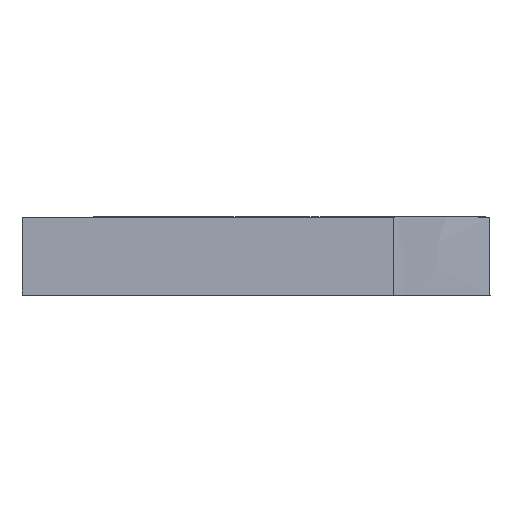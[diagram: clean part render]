
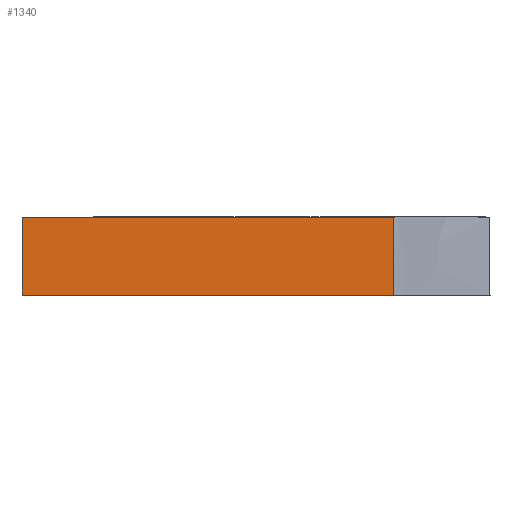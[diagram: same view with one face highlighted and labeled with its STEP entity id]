
A CAD part, left-side view. The second image highlights one B-rep face of the part: STEP entity #1340.
In plain terms, the highlighted planar face has unit normal (1, 0, 0).
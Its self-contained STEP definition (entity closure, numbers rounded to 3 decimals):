
#1042 = CARTESIAN_POINT('', (0.,60.,10.));
#1043 = VERTEX_POINT('', #1042);
#1051 = CARTESIAN_POINT('', (0.,12.355,10.));
#1052 = VERTEX_POINT('', #1051);
#1053 = CARTESIAN_POINT('', (-0.004,12.351,10.003));
#1054 = CARTESIAN_POINT('', (0.011,28.234,9.996));
#1055 = CARTESIAN_POINT('', (-0.008,44.117,9.997));
#1056 = CARTESIAN_POINT('', (0.,60.,10.));
#1057 = (BOUNDED_CURVE() B_SPLINE_CURVE(3,(#1053,#1054,#1055,#1056),.UNSPECIFIED.,.F.,.F.) B_SPLINE_CURVE_WITH_KNOTS((4,4),(0.,1.),.UNSPECIFIED.) CURVE() GEOMETRIC_REPRESENTATION_ITEM() RATIONAL_B_SPLINE_CURVE((1.,1.,1.,1.)) REPRESENTATION_ITEM(''));
#1058 = EDGE_CURVE('', #1052, #1043, #1057, .T.);
#1307 = CARTESIAN_POINT('', (0.,36.157,5.));
#1308 = DIRECTION('', (-1.,0.,0.));
#1309 = DIRECTION('', (0.,-1.,0.));
#1310 = AXIS2_PLACEMENT_3D('', #1307, #1308, #1309);
#1311 = PLANE('', #1310);
#1312 = CARTESIAN_POINT('', (0.,12.367,0.));
#1313 = VERTEX_POINT('', #1312);
#1314 = CARTESIAN_POINT('', (-0.005,12.362,-0.005));
#1315 = CARTESIAN_POINT('', (0.009,12.252,3.313));
#1316 = CARTESIAN_POINT('', (-0.004,12.289,6.654));
#1317 = CARTESIAN_POINT('', (-0.004,12.351,10.003));
#1318 = (BOUNDED_CURVE() B_SPLINE_CURVE(3,(#1314,#1315,#1316,#1317),.UNSPECIFIED.,.F.,.F.) B_SPLINE_CURVE_WITH_KNOTS((4,4),(0.,1.),.UNSPECIFIED.) CURVE() GEOMETRIC_REPRESENTATION_ITEM() RATIONAL_B_SPLINE_CURVE((1.,1.,1.,1.)) REPRESENTATION_ITEM(''));
#1319 = EDGE_CURVE('', #1313, #1052, #1318, .T.);
#1320 = ORIENTED_EDGE('', *,*, #1319, .F.);
#1321 = ORIENTED_EDGE('', *,*, #1058, .F.);
#1322 = CARTESIAN_POINT('', (0.,60.,0.));
#1323 = VERTEX_POINT('', #1322);
#1324 = CARTESIAN_POINT('', (0.,60.,0.));
#1325 = CARTESIAN_POINT('', (0.,60.,3.333));
#1326 = CARTESIAN_POINT('', (0.,60.,6.667));
#1327 = CARTESIAN_POINT('', (0.,60.,10.));
#1328 = (BOUNDED_CURVE() B_SPLINE_CURVE(3,(#1324,#1325,#1326,#1327),.UNSPECIFIED.,.F.,.F.) B_SPLINE_CURVE_WITH_KNOTS((4,4),(0.,1.),.UNSPECIFIED.) CURVE() GEOMETRIC_REPRESENTATION_ITEM() RATIONAL_B_SPLINE_CURVE((1.,1.,1.,1.)) REPRESENTATION_ITEM(''));
#1329 = EDGE_CURVE('', #1323, #1043, #1328, .T.);
#1330 = ORIENTED_EDGE('', *,*, #1329, .T.);
#1331 = CARTESIAN_POINT('', (-0.005,12.362,-0.005));
#1332 = CARTESIAN_POINT('', (0.015,28.241,0.013));
#1333 = CARTESIAN_POINT('', (-0.011,44.121,-0.007));
#1334 = CARTESIAN_POINT('', (0.,60.,0.));
#1335 = (BOUNDED_CURVE() B_SPLINE_CURVE(3,(#1331,#1332,#1333,#1334),.UNSPECIFIED.,.F.,.F.) B_SPLINE_CURVE_WITH_KNOTS((4,4),(0.,1.),.UNSPECIFIED.) CURVE() GEOMETRIC_REPRESENTATION_ITEM() RATIONAL_B_SPLINE_CURVE((1.,1.,1.,1.)) REPRESENTATION_ITEM(''));
#1336 = EDGE_CURVE('', #1313, #1323, #1335, .T.);
#1337 = ORIENTED_EDGE('', *,*, #1336, .T.);
#1338 = EDGE_LOOP('', (#1320,#1321,#1330,#1337));
#1339 = FACE_OUTER_BOUND('', #1338, .T.);
#1340 = ADVANCED_FACE('', (#1339), #1311, .F.);
